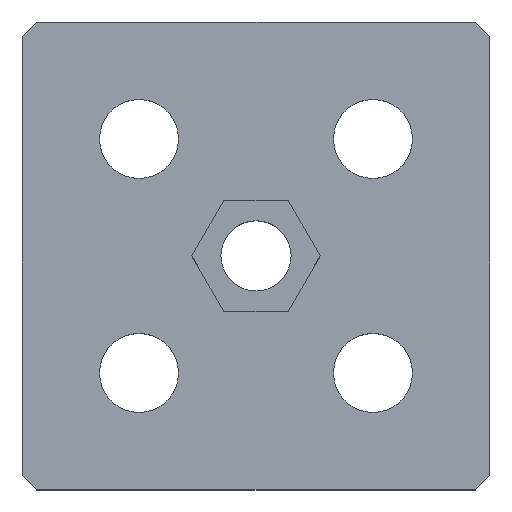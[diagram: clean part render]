
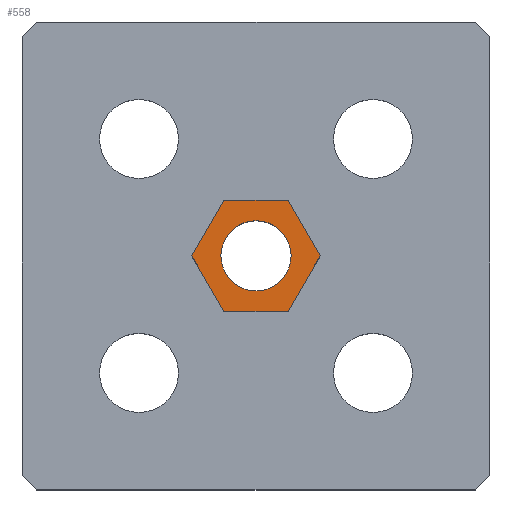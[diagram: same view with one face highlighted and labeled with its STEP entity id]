
A CAD part, top view. The second image highlights one B-rep face of the part: STEP entity #558.
In plain terms, the highlighted planar face has unit normal (0, 0, 1).
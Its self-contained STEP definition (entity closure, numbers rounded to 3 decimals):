
#12 = EDGE_CURVE ( 'NONE', #417, #445, #360, .T. ) ;
#35 = AXIS2_PLACEMENT_3D ( 'NONE', #992, #359, #579 ) ;
#39 = EDGE_CURVE ( 'NONE', #890, #695, #177, .T. ) ;
#40 = DIRECTION ( 'NONE',  ( 1., 0., 0. ) ) ;
#50 = CARTESIAN_POINT ( 'NONE',  ( 0., 0., 10. ) ) ;
#69 = DIRECTION ( 'NONE',  ( 0., 0., 1. ) ) ;
#71 = CARTESIAN_POINT ( 'NONE',  ( -5.485, -9.5, 10. ) ) ;
#78 = CARTESIAN_POINT ( 'NONE',  ( 10.97, 0., 10. ) ) ;
#99 = CARTESIAN_POINT ( 'NONE',  ( -5.485, 9.5, 10. ) ) ;
#122 = ORIENTED_EDGE ( 'NONE', *, *, #845, .T. ) ;
#127 = ORIENTED_EDGE ( 'NONE', *, *, #398, .T. ) ;
#137 = ORIENTED_EDGE ( 'NONE', *, *, #837, .T. ) ;
#176 = CARTESIAN_POINT ( 'NONE',  ( 6., 0., 10. ) ) ;
#177 = LINE ( 'NONE', #942, #690 ) ;
#181 = LINE ( 'NONE', #956, #426 ) ;
#184 = EDGE_CURVE ( 'NONE', #406, #938, #348, .T. ) ;
#192 = DIRECTION ( 'NONE',  ( 0., 0., 1. ) ) ;
#193 = CARTESIAN_POINT ( 'NONE',  ( -10.97, 0., 10. ) ) ;
#206 = CARTESIAN_POINT ( 'NONE',  ( 0., 0., 10. ) ) ;
#225 = EDGE_LOOP ( 'NONE', ( #855, #706 ) ) ;
#263 = CARTESIAN_POINT ( 'NONE',  ( 5.485, -9.5, 10. ) ) ;
#274 = CARTESIAN_POINT ( 'NONE',  ( -10.97, 0., 10. ) ) ;
#277 = ORIENTED_EDGE ( 'NONE', *, *, #354, .T. ) ;
#309 = FACE_BOUND ( 'NONE', #225, .T. ) ;
#348 = CIRCLE ( 'NONE', #896, 6. ) ;
#352 = ORIENTED_EDGE ( 'NONE', *, *, #12, .T. ) ;
#353 = LINE ( 'NONE', #650, #617 ) ;
#354 = EDGE_CURVE ( 'NONE', #445, #890, #936, .T. ) ;
#359 = DIRECTION ( 'NONE',  ( 0., 0., 1. ) ) ;
#360 = LINE ( 'NONE', #648, #750 ) ;
#365 = DIRECTION ( 'NONE',  ( 1., 0., 0. ) ) ;
#369 = DIRECTION ( 'NONE',  ( 1., 0., 0. ) ) ;
#377 = DIRECTION ( 'NONE',  ( 0.5, 0.866, 0. ) ) ;
#390 = FACE_OUTER_BOUND ( 'NONE', #798, .T. ) ;
#398 = EDGE_CURVE ( 'NONE', #926, #417, #181, .T. ) ;
#406 = VERTEX_POINT ( 'NONE', #176 ) ;
#411 = VECTOR ( 'NONE', #377, 1000. ) ;
#417 = VERTEX_POINT ( 'NONE', #99 ) ;
#424 = DIRECTION ( 'NONE',  ( -1., 0., 0. ) ) ;
#426 = VECTOR ( 'NONE', #424, 1000. ) ;
#445 = VERTEX_POINT ( 'NONE', #274 ) ;
#446 = LINE ( 'NONE', #828, #411 ) ;
#473 = VERTEX_POINT ( 'NONE', #78 ) ;
#486 = DIRECTION ( 'NONE',  ( -0.5, -0.866, 0. ) ) ;
#500 = AXIS2_PLACEMENT_3D ( 'NONE', #50, #192, #369 ) ;
#524 = CARTESIAN_POINT ( 'NONE',  ( 5.485, 9.5, 10. ) ) ;
#530 = VECTOR ( 'NONE', #879, 1000. ) ;
#558 = ADVANCED_FACE ( 'NONE', ( #390, #309 ), #688, .T. ) ;
#579 = DIRECTION ( 'NONE',  ( 1., 0., 0. ) ) ;
#582 = CIRCLE ( 'NONE', #500, 6. ) ;
#617 = VECTOR ( 'NONE', #950, 1000. ) ;
#648 = CARTESIAN_POINT ( 'NONE',  ( -5.485, 9.5, 10. ) ) ;
#650 = CARTESIAN_POINT ( 'NONE',  ( 10.97, 0., 10. ) ) ;
#680 = CARTESIAN_POINT ( 'NONE',  ( -6., 0., 10. ) ) ;
#688 = PLANE ( 'NONE',  #35 ) ;
#690 = VECTOR ( 'NONE', #40, 1000. ) ;
#695 = VERTEX_POINT ( 'NONE', #263 ) ;
#706 = ORIENTED_EDGE ( 'NONE', *, *, #184, .F. ) ;
#750 = VECTOR ( 'NONE', #486, 1000. ) ;
#798 = EDGE_LOOP ( 'NONE', ( #954, #122, #137, #127, #352, #277 ) ) ;
#814 = EDGE_CURVE ( 'NONE', #938, #406, #582, .T. ) ;
#828 = CARTESIAN_POINT ( 'NONE',  ( 5.485, -9.5, 10. ) ) ;
#837 = EDGE_CURVE ( 'NONE', #473, #926, #353, .T. ) ;
#845 = EDGE_CURVE ( 'NONE', #695, #473, #446, .T. ) ;
#855 = ORIENTED_EDGE ( 'NONE', *, *, #814, .F. ) ;
#879 = DIRECTION ( 'NONE',  ( 0.5, -0.866, 0. ) ) ;
#890 = VERTEX_POINT ( 'NONE', #71 ) ;
#896 = AXIS2_PLACEMENT_3D ( 'NONE', #206, #69, #365 ) ;
#926 = VERTEX_POINT ( 'NONE', #524 ) ;
#936 = LINE ( 'NONE', #193, #530 ) ;
#938 = VERTEX_POINT ( 'NONE', #680 ) ;
#942 = CARTESIAN_POINT ( 'NONE',  ( -5.485, -9.5, 10. ) ) ;
#950 = DIRECTION ( 'NONE',  ( -0.5, 0.866, 0. ) ) ;
#954 = ORIENTED_EDGE ( 'NONE', *, *, #39, .T. ) ;
#956 = CARTESIAN_POINT ( 'NONE',  ( 5.485, 9.5, 10. ) ) ;
#992 = CARTESIAN_POINT ( 'NONE',  ( 0., 0., 10. ) ) ;
